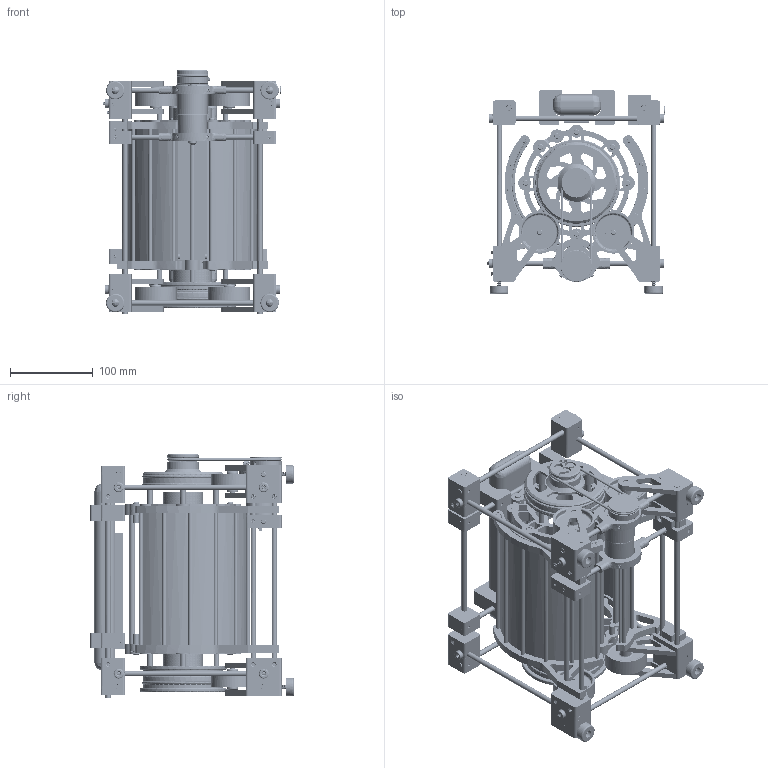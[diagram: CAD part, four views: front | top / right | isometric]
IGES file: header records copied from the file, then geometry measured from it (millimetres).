
Global section: file name: Complete_Sterilizer_Assembly.igs; preprocessor: I-DEAS 3D IGES Translator 18; date: 20200506.094040; units: inch
Bounding box: 214.53 x 245.95 x 294.19 mm (x, y, z)
Volume: 1766881.5 mm3; surface area: 827209.6 mm2
Topology: 127 solids, 127 shells, 6589 faces, 18543 edges, 12375 vertices
Faces by surface type: bspline 6589
